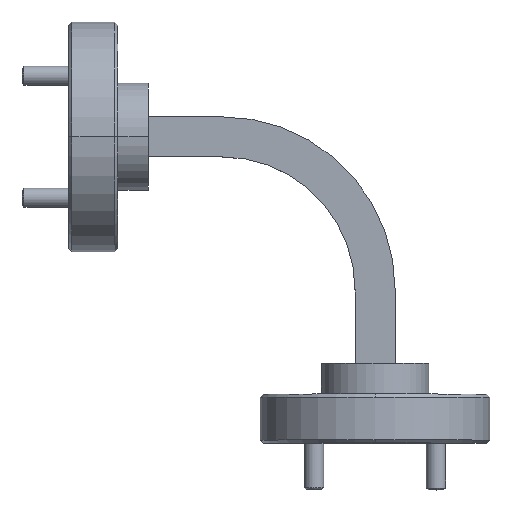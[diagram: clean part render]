
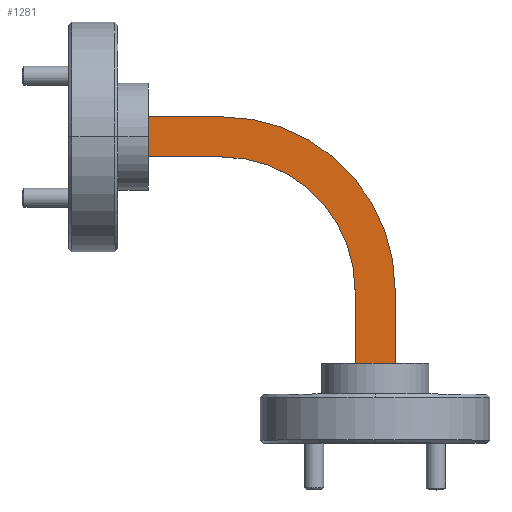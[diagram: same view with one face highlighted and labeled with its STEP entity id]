
A CAD part, top view. The second image highlights one B-rep face of the part: STEP entity #1281.
In plain terms, the highlighted planar face has unit normal (0, 0, 1).
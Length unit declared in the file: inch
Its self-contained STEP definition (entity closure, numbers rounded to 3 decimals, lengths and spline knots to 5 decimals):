
#166 = ORIENTED_EDGE ( 'NONE', *, *, #2150, .F. ) ;
#240 = ORIENTED_EDGE ( 'NONE', *, *, #3900, .T. ) ;
#282 = LINE ( 'NONE', #7498, #4031 ) ;
#322 = EDGE_CURVE ( 'NONE', #4678, #3298, #4195, .T. ) ;
#328 = CARTESIAN_POINT ( 'NONE',  ( -0.65451, 0.34482, 0.21548 ) ) ;
#330 = EDGE_CURVE ( 'NONE', #4678, #5137, #4736, .T. ) ;
#411 = DIRECTION ( 'NONE',  ( -1., 0., 0. ) ) ;
#1057 = CARTESIAN_POINT ( 'NONE',  ( -1.22001, 0.91032, 0.21548 ) ) ;
#1174 = CARTESIAN_POINT ( 'NONE',  ( -1.22001, 0.77932, 0.21548 ) ) ;
#1281 = ADVANCED_FACE ( 'NONE', ( #6695 ), #2464, .T. ) ;
#1488 = AXIS2_PLACEMENT_3D ( 'NONE', #1790, #4265, #4866 ) ;
#1710 = EDGE_CURVE ( 'NONE', #3392, #5074, #5665, .T. ) ;
#1712 = ORIENTED_EDGE ( 'NONE', *, *, #5457, .F. ) ;
#1790 = CARTESIAN_POINT ( 'NONE',  ( -1.22001, 0.77932, 0.21548 ) ) ;
#1831 = CARTESIAN_POINT ( 'NONE',  ( -0.65451, 0.10482, 0.21548 ) ) ;
#1859 = CARTESIAN_POINT ( 'NONE',  ( -0.78551, 0.34482, 0.21548 ) ) ;
#1978 = VERTEX_POINT ( 'NONE', #1831 ) ;
#2091 = CARTESIAN_POINT ( 'NONE',  ( -0.65451, 0.34482, 0.21548 ) ) ;
#2115 = AXIS2_PLACEMENT_3D ( 'NONE', #2851, #2424, #3440 ) ;
#2150 = EDGE_CURVE ( 'NONE', #1978, #6029, #5752, .T. ) ;
#2199 = DIRECTION ( 'NONE',  ( 0., 1., 0. ) ) ;
#2227 = VECTOR ( 'NONE', #3333, 39.37008 ) ;
#2293 = EDGE_LOOP ( 'NONE', ( #166, #5535, #3100, #5380, #1712, #4963, #4510, #240 ) ) ;
#2424 = DIRECTION ( 'NONE',  ( 0., 0., -1. ) ) ;
#2464 = PLANE ( 'NONE',  #1488 ) ;
#2488 = VECTOR ( 'NONE', #3476, 39.37008 ) ;
#2731 = CARTESIAN_POINT ( 'NONE',  ( -0.78551, 0.10482, 0.21548 ) ) ;
#2794 = CARTESIAN_POINT ( 'NONE',  ( -1.46001, 0.77932, 0.21548 ) ) ;
#2851 = CARTESIAN_POINT ( 'NONE',  ( -1.22001, 0.34482, 0.21548 ) ) ;
#2919 = EDGE_CURVE ( 'NONE', #7011, #1978, #6203, .T. ) ;
#3100 = ORIENTED_EDGE ( 'NONE', *, *, #5981, .F. ) ;
#3129 = AXIS2_PLACEMENT_3D ( 'NONE', #3887, #4568, #6267 ) ;
#3298 = VERTEX_POINT ( 'NONE', #5465 ) ;
#3333 = DIRECTION ( 'NONE',  ( 0., -1., 0. ) ) ;
#3392 = VERTEX_POINT ( 'NONE', #7465 ) ;
#3440 = DIRECTION ( 'NONE',  ( -1., 0., 0. ) ) ;
#3476 = DIRECTION ( 'NONE',  ( -1., 0., 0. ) ) ;
#3887 = CARTESIAN_POINT ( 'NONE',  ( -1.22001, 0.34482, 0.21548 ) ) ;
#3900 = EDGE_CURVE ( 'NONE', #3298, #6029, #5478, .T. ) ;
#4031 = VECTOR ( 'NONE', #2199, 39.37008 ) ;
#4195 = CIRCLE ( 'NONE', #2115, 0.4345 ) ;
#4265 = DIRECTION ( 'NONE',  ( 0., 0., 1. ) ) ;
#4510 = ORIENTED_EDGE ( 'NONE', *, *, #322, .T. ) ;
#4519 = VECTOR ( 'NONE', #6825, 39.37008 ) ;
#4568 = DIRECTION ( 'NONE',  ( 0., 0., -1. ) ) ;
#4678 = VERTEX_POINT ( 'NONE', #7160 ) ;
#4736 = LINE ( 'NONE', #1174, #2488 ) ;
#4837 = VECTOR ( 'NONE', #411, 39.37008 ) ;
#4866 = DIRECTION ( 'NONE',  ( 1., 0., 0. ) ) ;
#4963 = ORIENTED_EDGE ( 'NONE', *, *, #330, .F. ) ;
#5074 = VERTEX_POINT ( 'NONE', #6675 ) ;
#5137 = VERTEX_POINT ( 'NONE', #2794 ) ;
#5176 = VECTOR ( 'NONE', #7242, 39.37008 ) ;
#5380 = ORIENTED_EDGE ( 'NONE', *, *, #1710, .T. ) ;
#5457 = EDGE_CURVE ( 'NONE', #5137, #5074, #282, .T. ) ;
#5465 = CARTESIAN_POINT ( 'NONE',  ( -0.78551, 0.34482, 0.21548 ) ) ;
#5478 = LINE ( 'NONE', #1859, #5176 ) ;
#5535 = ORIENTED_EDGE ( 'NONE', *, *, #2919, .F. ) ;
#5665 = LINE ( 'NONE', #1057, #4837 ) ;
#5752 = LINE ( 'NONE', #6274, #4519 ) ;
#5981 = EDGE_CURVE ( 'NONE', #3392, #7011, #6468, .T. ) ;
#6029 = VERTEX_POINT ( 'NONE', #2731 ) ;
#6203 = LINE ( 'NONE', #328, #2227 ) ;
#6267 = DIRECTION ( 'NONE',  ( -1., 0., 0. ) ) ;
#6274 = CARTESIAN_POINT ( 'NONE',  ( -1.22001, 0.10482, 0.21548 ) ) ;
#6468 = CIRCLE ( 'NONE', #3129, 0.5655 ) ;
#6675 = CARTESIAN_POINT ( 'NONE',  ( -1.46001, 0.91032, 0.21548 ) ) ;
#6695 = FACE_OUTER_BOUND ( 'NONE', #2293, .T. ) ;
#6825 = DIRECTION ( 'NONE',  ( -1., 0., 0. ) ) ;
#7011 = VERTEX_POINT ( 'NONE', #2091 ) ;
#7160 = CARTESIAN_POINT ( 'NONE',  ( -1.22001, 0.77932, 0.21548 ) ) ;
#7242 = DIRECTION ( 'NONE',  ( 0., -1., 0. ) ) ;
#7465 = CARTESIAN_POINT ( 'NONE',  ( -1.22001, 0.91032, 0.21548 ) ) ;
#7498 = CARTESIAN_POINT ( 'NONE',  ( -1.46001, 0.77932, 0.21548 ) ) ;
